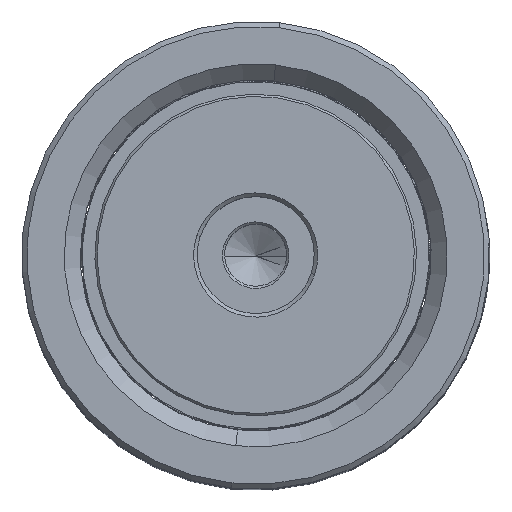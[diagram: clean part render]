
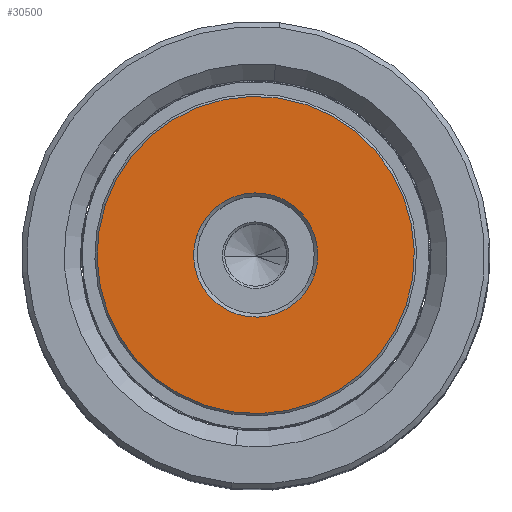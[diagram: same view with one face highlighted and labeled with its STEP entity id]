
A CAD part, top view. The second image highlights one B-rep face of the part: STEP entity #30500.
In plain terms, the highlighted face is planar.
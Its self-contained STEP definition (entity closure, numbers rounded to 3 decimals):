
#611 = CARTESIAN_POINT ( 'NONE',  ( 0., 0., 0. ) ) ;
#1080 = VERTEX_POINT ( 'NONE', #11237 ) ;
#1848 = DIRECTION ( 'NONE',  ( 1., 0., 0. ) ) ;
#2134 = DIRECTION ( 'NONE',  ( 1., 0., 0. ) ) ;
#2720 = DIRECTION ( 'NONE',  ( 0., 0., 1. ) ) ;
#3499 = EDGE_CURVE ( 'NONE', #1080, #13269, #25262, .T. ) ;
#4049 = AXIS2_PLACEMENT_3D ( 'NONE', #22375, #8862, #1848 ) ;
#4853 = FACE_BOUND ( 'NONE', #38293, .T. ) ;
#5750 = DIRECTION ( 'NONE',  ( 0., 0., 1. ) ) ;
#6277 = CARTESIAN_POINT ( 'NONE',  ( 0., 0., 0. ) ) ;
#7588 = ORIENTED_EDGE ( 'NONE', *, *, #3499, .T. ) ;
#8560 = AXIS2_PLACEMENT_3D ( 'NONE', #611, #24578, #28758 ) ;
#8862 = DIRECTION ( 'NONE',  ( 0., 0., -1. ) ) ;
#9165 = CARTESIAN_POINT ( 'NONE',  ( -21.7, 0., 0. ) ) ;
#11237 = CARTESIAN_POINT ( 'NONE',  ( 21.7, 0., 0. ) ) ;
#12554 = AXIS2_PLACEMENT_3D ( 'NONE', #6277, #30235, #24376 ) ;
#13119 = CARTESIAN_POINT ( 'NONE',  ( 8.5, 0., 0. ) ) ;
#13133 = CIRCLE ( 'NONE', #13938, 8.5 ) ;
#13267 = EDGE_CURVE ( 'NONE', #33775, #39269, #13133, .T. ) ;
#13269 = VERTEX_POINT ( 'NONE', #9165 ) ;
#13938 = AXIS2_PLACEMENT_3D ( 'NONE', #39965, #2720, #22987 ) ;
#14787 = ORIENTED_EDGE ( 'NONE', *, *, #28092, .T. ) ;
#17532 = CIRCLE ( 'NONE', #4049, 21.7 ) ;
#17650 = PLANE ( 'NONE',  #8560 ) ;
#17955 = CIRCLE ( 'NONE', #38996, 8.5 ) ;
#22375 = CARTESIAN_POINT ( 'NONE',  ( 0., 0., 0. ) ) ;
#22987 = DIRECTION ( 'NONE',  ( 1., 0., 0. ) ) ;
#24143 = FACE_OUTER_BOUND ( 'NONE', #28859, .T. ) ;
#24376 = DIRECTION ( 'NONE',  ( 1., 0., 0. ) ) ;
#24578 = DIRECTION ( 'NONE',  ( 0., 0., 1. ) ) ;
#24671 = CARTESIAN_POINT ( 'NONE',  ( -8.5, 0., 0. ) ) ;
#25262 = CIRCLE ( 'NONE', #12554, 21.7 ) ;
#28092 = EDGE_CURVE ( 'NONE', #39269, #33775, #17955, .T. ) ;
#28758 = DIRECTION ( 'NONE',  ( 1., 0., 0. ) ) ;
#28859 = EDGE_LOOP ( 'NONE', ( #7588, #38038 ) ) ;
#29711 = CARTESIAN_POINT ( 'NONE',  ( 0., 0., 0. ) ) ;
#30235 = DIRECTION ( 'NONE',  ( 0., 0., -1. ) ) ;
#30500 = ADVANCED_FACE ( 'NONE', ( #24143, #4853 ), #17650, .F. ) ;
#33205 = EDGE_CURVE ( 'NONE', #13269, #1080, #17532, .T. ) ;
#33775 = VERTEX_POINT ( 'NONE', #13119 ) ;
#38038 = ORIENTED_EDGE ( 'NONE', *, *, #33205, .T. ) ;
#38133 = ORIENTED_EDGE ( 'NONE', *, *, #13267, .T. ) ;
#38293 = EDGE_LOOP ( 'NONE', ( #14787, #38133 ) ) ;
#38996 = AXIS2_PLACEMENT_3D ( 'NONE', #29711, #5750, #2134 ) ;
#39269 = VERTEX_POINT ( 'NONE', #24671 ) ;
#39965 = CARTESIAN_POINT ( 'NONE',  ( 0., 0., 0. ) ) ;
